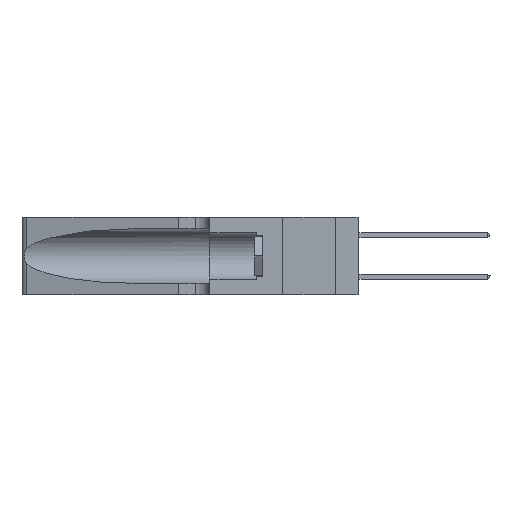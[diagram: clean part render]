
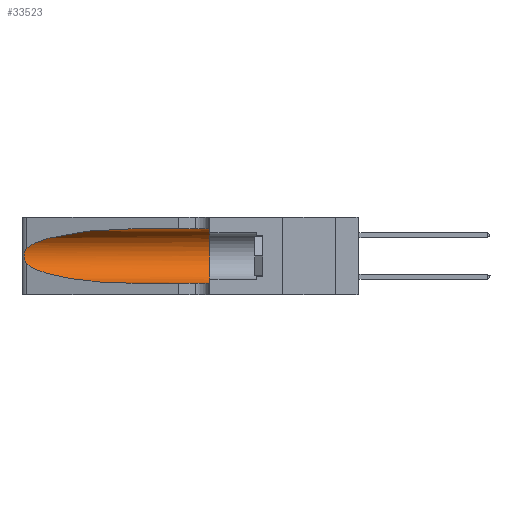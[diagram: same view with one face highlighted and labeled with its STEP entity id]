
A CAD part, left-side view. The second image highlights one B-rep face of the part: STEP entity #33523.
In plain terms, the highlighted cylindrical face has radius 3.308 mm (diameter 6.617 mm), a partial arc.
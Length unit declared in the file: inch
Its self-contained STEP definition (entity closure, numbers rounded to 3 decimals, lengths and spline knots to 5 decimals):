
#32 = EDGE_CURVE ( 'NONE', #14214, #25592, #14553, .T. ) ;
#546 = CARTESIAN_POINT ( 'NONE',  ( 0.25487, 1.22718, 0.14631 ) ) ;
#1741 = CARTESIAN_POINT ( 'NONE',  ( 0.1305, 0.35, 0.185 ) ) ;
#2729 = ORIENTED_EDGE ( 'NONE', *, *, #21081, .F. ) ;
#3341 = B_SPLINE_CURVE_WITH_KNOTS ( 'NONE', 3,
 ( #20825, #24194, #3908, #27581, #7389, #30910, #10793, #34238, #14193, #37598, #17582, #40998, #20971, #546 ),
 .UNSPECIFIED., .F., .F.,
 ( 4, 2, 2, 2, 2, 2, 4 ),
 ( 0., 0.00027, 0.00053, 0.00107, 0.0016, 0.00187, 0.00214 ),
 .UNSPECIFIED. ) ;
#3908 = CARTESIAN_POINT ( 'NONE',  ( 0.25639, 1.23184, 0.21858 ) ) ;
#4125 = CARTESIAN_POINT ( 'NONE',  ( 0.1305, 0.72297, 0.31525 ) ) ;
#4848 = CARTESIAN_POINT ( 'NONE',  ( 0.25487, 1.22718, 0.14631 ) ) ;
#5160 = DIRECTION ( 'NONE',  ( 0., -1., 0. ) ) ;
#5244 = DIRECTION ( 'NONE',  ( 0., 0., 1. ) ) ;
#5519 = VECTOR ( 'NONE', #42263, 39.37008 ) ;
#7389 = CARTESIAN_POINT ( 'NONE',  ( 0.25854, 1.2359, 0.20912 ) ) ;
#7612 = CARTESIAN_POINT ( 'NONE',  ( 0.18966, 0.96281, 0.31525 ) ) ;
#7666 = CARTESIAN_POINT ( 'NONE',  ( 0.1305, 0.72297, 0.05475 ) ) ;
#7747 = LINE ( 'NONE', #22106, #33482 ) ;
#8040 =( BOUNDED_CURVE ( )  B_SPLINE_CURVE ( 3, ( #21079, #41126, #27834, #7666 ),
 .UNSPECIFIED., .F., .T. ) 
 B_SPLINE_CURVE_WITH_KNOTS ( ( 4, 4 ),
 ( 3.44316, 4.71239 ),
 .UNSPECIFIED. ) 
 CURVE ( )  GEOMETRIC_REPRESENTATION_ITEM ( )  RATIONAL_B_SPLINE_CURVE ( ( 1., 0.87, 0.87, 1. ) ) 
 REPRESENTATION_ITEM ( '' )  );
#10557 = ORIENTED_EDGE ( 'NONE', *, *, #32, .T. ) ;
#10793 = CARTESIAN_POINT ( 'NONE',  ( 0.26075, 1.23896, 0.19203 ) ) ;
#11467 = VERTEX_POINT ( 'NONE', #4848 ) ;
#12057 = CARTESIAN_POINT ( 'NONE',  ( 0.1305, 1.61858, 0.05475 ) ) ;
#13198 = CARTESIAN_POINT ( 'NONE',  ( 0.25487, 1.22718, 0.22369 ) ) ;
#14193 = CARTESIAN_POINT ( 'NONE',  ( 0.26017, 1.23833, 0.17102 ) ) ;
#14214 = VERTEX_POINT ( 'NONE', #16735 ) ;
#14406 = CARTESIAN_POINT ( 'NONE',  ( 0.25487, 1.22718, 0.22369 ) ) ;
#14553 = LINE ( 'NONE', #12057, #5519 ) ;
#14895 = EDGE_CURVE ( 'NONE', #27589, #11467, #3341, .T. ) ;
#16735 = CARTESIAN_POINT ( 'NONE',  ( 0.1305, 0.72297, 0.05475 ) ) ;
#17582 = CARTESIAN_POINT ( 'NONE',  ( 0.25789, 1.23486, 0.15765 ) ) ;
#17924 = EDGE_LOOP ( 'NONE', ( #24765, #25771, #26791, #10557, #22176, #2729 ) ) ;
#18634 = DIRECTION ( 'NONE',  ( 0., 0., -1. ) ) ;
#20825 = CARTESIAN_POINT ( 'NONE',  ( 0.25487, 1.22718, 0.22369 ) ) ;
#20971 = CARTESIAN_POINT ( 'NONE',  ( 0.25555, 1.22993, 0.14849 ) ) ;
#21056 = EDGE_CURVE ( 'NONE', #36389, #25592, #35541, .T. ) ;
#21079 = CARTESIAN_POINT ( 'NONE',  ( 0.25487, 1.22718, 0.14631 ) ) ;
#21081 = EDGE_CURVE ( 'NONE', #31325, #36389, #7747, .T. ) ;
#22106 = CARTESIAN_POINT ( 'NONE',  ( 0.1305, 1.61858, 0.31525 ) ) ;
#22176 = ORIENTED_EDGE ( 'NONE', *, *, #21056, .F. ) ;
#22256 = DIRECTION ( 'NONE',  ( 0., -1., 0. ) ) ;
#24194 = CARTESIAN_POINT ( 'NONE',  ( 0.25555, 1.22994, 0.2215 ) ) ;
#24765 = ORIENTED_EDGE ( 'NONE', *, *, #33326, .T. ) ;
#25504 = DIRECTION ( 'NONE',  ( 0., 1., 0. ) ) ;
#25592 = VERTEX_POINT ( 'NONE', #33413 ) ;
#25771 = ORIENTED_EDGE ( 'NONE', *, *, #14895, .T. ) ;
#26791 = ORIENTED_EDGE ( 'NONE', *, *, #28074, .T. ) ;
#27581 = CARTESIAN_POINT ( 'NONE',  ( 0.25787, 1.23484, 0.2124 ) ) ;
#27589 = VERTEX_POINT ( 'NONE', #13198 ) ;
#27820 = FACE_OUTER_BOUND ( 'NONE', #17924, .T. ) ;
#27834 = CARTESIAN_POINT ( 'NONE',  ( 0.18966, 0.96281, 0.05475 ) ) ;
#28074 = EDGE_CURVE ( 'NONE', #11467, #14214, #8040, .T. ) ;
#30910 = CARTESIAN_POINT ( 'NONE',  ( 0.26018, 1.23835, 0.19895 ) ) ;
#31038 = CARTESIAN_POINT ( 'NONE',  ( 0.1305, 0.35, 0.31525 ) ) ;
#31325 = VERTEX_POINT ( 'NONE', #34715 ) ;
#32488 = AXIS2_PLACEMENT_3D ( 'NONE', #42087, #5160, #18634 ) ;
#32844 = AXIS2_PLACEMENT_3D ( 'NONE', #1741, #25504, #5244 ) ;
#33326 = EDGE_CURVE ( 'NONE', #31325, #27589, #35973, .T. ) ;
#33413 = CARTESIAN_POINT ( 'NONE',  ( 0.1305, 0.35, 0.05475 ) ) ;
#33482 = VECTOR ( 'NONE', #22256, 39.37008 ) ;
#33523 = ADVANCED_FACE ( 'NONE', ( #27820 ), #43509, .F. ) ;
#34238 = CARTESIAN_POINT ( 'NONE',  ( 0.26075, 1.23896, 0.178 ) ) ;
#34436 = CARTESIAN_POINT ( 'NONE',  ( 0.2373, 1.15595, 0.28018 ) ) ;
#34715 = CARTESIAN_POINT ( 'NONE',  ( 0.1305, 0.72297, 0.31525 ) ) ;
#35541 = CIRCLE ( 'NONE', #32844, 0.13025 ) ;
#35973 =( BOUNDED_CURVE ( )  B_SPLINE_CURVE ( 3, ( #4125, #7612, #34436, #14406 ),
 .UNSPECIFIED., .F., .F. ) 
 B_SPLINE_CURVE_WITH_KNOTS ( ( 4, 4 ),
 ( 1.5708, 2.84003 ),
 .UNSPECIFIED. ) 
 CURVE ( )  GEOMETRIC_REPRESENTATION_ITEM ( )  RATIONAL_B_SPLINE_CURVE ( ( 1., 0.87, 0.87, 1. ) ) 
 REPRESENTATION_ITEM ( '' )  );
#36389 = VERTEX_POINT ( 'NONE', #31038 ) ;
#37598 = CARTESIAN_POINT ( 'NONE',  ( 0.25856, 1.23593, 0.16098 ) ) ;
#40998 = CARTESIAN_POINT ( 'NONE',  ( 0.25639, 1.23186, 0.15144 ) ) ;
#41126 = CARTESIAN_POINT ( 'NONE',  ( 0.2373, 1.15595, 0.08982 ) ) ;
#42087 = CARTESIAN_POINT ( 'NONE',  ( 0.1305, 1.61858, 0.185 ) ) ;
#42263 = DIRECTION ( 'NONE',  ( 0., -1., 0. ) ) ;
#43509 = CYLINDRICAL_SURFACE ( 'NONE', #32488, 0.13025 ) ;
